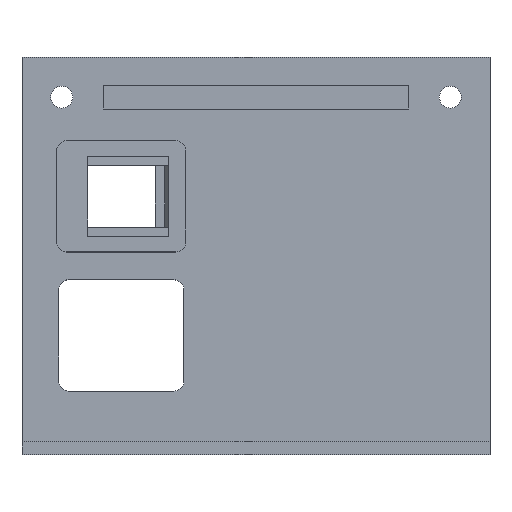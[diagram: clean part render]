
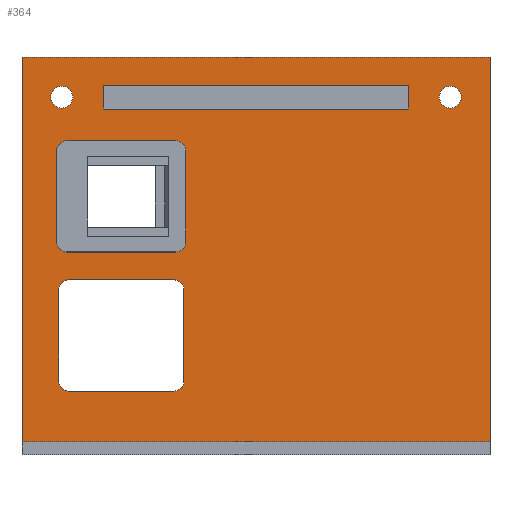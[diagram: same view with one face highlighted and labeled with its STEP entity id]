
A CAD part, top view. The second image highlights one B-rep face of the part: STEP entity #364.
In plain terms, the highlighted planar face has unit normal (0, 0, 1).
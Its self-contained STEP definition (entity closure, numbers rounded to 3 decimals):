
#40 = VERTEX_POINT('',#41);
#41 = CARTESIAN_POINT('',(58.917,0.,4.75));
#47 = EDGE_CURVE('',#40,#48,#50,.T.);
#48 = VERTEX_POINT('',#49);
#49 = CARTESIAN_POINT('',(58.917,-96.75,4.75));
#50 = LINE('',#51,#52);
#51 = CARTESIAN_POINT('',(58.917,0.,4.75));
#52 = VECTOR('',#53,1.);
#53 = DIRECTION('',(0.,-1.,0.));
#321 = VERTEX_POINT('',#322);
#322 = CARTESIAN_POINT('',(-58.917,0.,4.75));
#328 = EDGE_CURVE('',#40,#321,#329,.T.);
#329 = LINE('',#330,#331);
#330 = CARTESIAN_POINT('',(0.,0.,4.75));
#331 = VECTOR('',#332,1.);
#332 = DIRECTION('',(-1.,0.,0.));
#364 = ADVANCED_FACE('',(#365,#383,#394,#464,#498,#568),#579,.T.);
#365 = FACE_BOUND('',#366,.T.);
#366 = EDGE_LOOP('',(#367,#368,#376,#382));
#367 = ORIENTED_EDGE('',*,*,#328,.T.);
#368 = ORIENTED_EDGE('',*,*,#369,.T.);
#369 = EDGE_CURVE('',#321,#370,#372,.T.);
#370 = VERTEX_POINT('',#371);
#371 = CARTESIAN_POINT('',(-58.917,-96.75,4.75));
#372 = LINE('',#373,#374);
#373 = CARTESIAN_POINT('',(-58.917,0.,4.75));
#374 = VECTOR('',#375,1.);
#375 = DIRECTION('',(0.,-1.,0.));
#376 = ORIENTED_EDGE('',*,*,#377,.F.);
#377 = EDGE_CURVE('',#48,#370,#378,.T.);
#378 = LINE('',#379,#380);
#379 = CARTESIAN_POINT('',(0.,-96.75,4.75));
#380 = VECTOR('',#381,1.);
#381 = DIRECTION('',(-1.,0.,0.));
#382 = ORIENTED_EDGE('',*,*,#47,.F.);
#383 = FACE_BOUND('',#384,.T.);
#384 = EDGE_LOOP('',(#385));
#385 = ORIENTED_EDGE('',*,*,#386,.F.);
#386 = EDGE_CURVE('',#387,#387,#389,.T.);
#387 = VERTEX_POINT('',#388);
#388 = CARTESIAN_POINT('',(48.917,-12.75,4.75));
#389 = CIRCLE('',#390,2.75);
#390 = AXIS2_PLACEMENT_3D('',#391,#392,#393);
#391 = CARTESIAN_POINT('',(48.917,-10.,4.75));
#392 = DIRECTION('',(0.,0.,1.));
#393 = DIRECTION('',(0.,-1.,0.));
#394 = FACE_BOUND('',#395,.T.);
#395 = EDGE_LOOP('',(#396,#406,#415,#423,#432,#440,#449,#457));
#396 = ORIENTED_EDGE('',*,*,#397,.F.);
#397 = EDGE_CURVE('',#398,#400,#402,.T.);
#398 = VERTEX_POINT('',#399);
#399 = CARTESIAN_POINT('',(-49.667,-58.5,4.75));
#400 = VERTEX_POINT('',#401);
#401 = CARTESIAN_POINT('',(-49.667,-81.5,4.75));
#402 = LINE('',#403,#404);
#403 = CARTESIAN_POINT('',(-49.667,-64.938,4.75));
#404 = VECTOR('',#405,1.);
#405 = DIRECTION('',(0.,-1.,0.));
#406 = ORIENTED_EDGE('',*,*,#407,.T.);
#407 = EDGE_CURVE('',#398,#408,#410,.T.);
#408 = VERTEX_POINT('',#409);
#409 = CARTESIAN_POINT('',(-47.167,-56.,4.75));
#410 = CIRCLE('',#411,2.5);
#411 = AXIS2_PLACEMENT_3D('',#412,#413,#414);
#412 = CARTESIAN_POINT('',(-47.167,-58.5,4.75));
#413 = DIRECTION('',(0.,0.,-1.));
#414 = DIRECTION('',(1.,0.,0.));
#415 = ORIENTED_EDGE('',*,*,#416,.F.);
#416 = EDGE_CURVE('',#417,#408,#419,.T.);
#417 = VERTEX_POINT('',#418);
#418 = CARTESIAN_POINT('',(-20.667,-56.,4.75));
#419 = LINE('',#420,#421);
#420 = CARTESIAN_POINT('',(-23.583,-56.,4.75));
#421 = VECTOR('',#422,1.);
#422 = DIRECTION('',(-1.,-0.,0.));
#423 = ORIENTED_EDGE('',*,*,#424,.T.);
#424 = EDGE_CURVE('',#417,#425,#427,.T.);
#425 = VERTEX_POINT('',#426);
#426 = CARTESIAN_POINT('',(-18.167,-58.5,4.75));
#427 = CIRCLE('',#428,2.5);
#428 = AXIS2_PLACEMENT_3D('',#429,#430,#431);
#429 = CARTESIAN_POINT('',(-20.667,-58.5,4.75));
#430 = DIRECTION('',(0.,0.,-1.));
#431 = DIRECTION('',(1.,0.,0.));
#432 = ORIENTED_EDGE('',*,*,#433,.F.);
#433 = EDGE_CURVE('',#434,#425,#436,.T.);
#434 = VERTEX_POINT('',#435);
#435 = CARTESIAN_POINT('',(-18.167,-81.5,4.75));
#436 = LINE('',#437,#438);
#437 = CARTESIAN_POINT('',(-18.167,-53.438,4.75));
#438 = VECTOR('',#439,1.);
#439 = DIRECTION('',(0.,1.,0.));
#440 = ORIENTED_EDGE('',*,*,#441,.T.);
#441 = EDGE_CURVE('',#434,#442,#444,.T.);
#442 = VERTEX_POINT('',#443);
#443 = CARTESIAN_POINT('',(-20.667,-84.,4.75));
#444 = CIRCLE('',#445,2.5);
#445 = AXIS2_PLACEMENT_3D('',#446,#447,#448);
#446 = CARTESIAN_POINT('',(-20.667,-81.5,4.75));
#447 = DIRECTION('',(0.,0.,-1.));
#448 = DIRECTION('',(1.,0.,0.));
#449 = ORIENTED_EDGE('',*,*,#450,.F.);
#450 = EDGE_CURVE('',#451,#442,#453,.T.);
#451 = VERTEX_POINT('',#452);
#452 = CARTESIAN_POINT('',(-47.167,-84.,4.75));
#453 = LINE('',#454,#455);
#454 = CARTESIAN_POINT('',(-10.333,-84.,4.75));
#455 = VECTOR('',#456,1.);
#456 = DIRECTION('',(1.,0.,0.));
#457 = ORIENTED_EDGE('',*,*,#458,.T.);
#458 = EDGE_CURVE('',#451,#400,#459,.T.);
#459 = CIRCLE('',#460,2.5);
#460 = AXIS2_PLACEMENT_3D('',#461,#462,#463);
#461 = CARTESIAN_POINT('',(-47.167,-81.5,4.75));
#462 = DIRECTION('',(0.,0.,-1.));
#463 = DIRECTION('',(1.,0.,0.));
#464 = FACE_BOUND('',#465,.T.);
#465 = EDGE_LOOP('',(#466,#476,#484,#492));
#466 = ORIENTED_EDGE('',*,*,#467,.T.);
#467 = EDGE_CURVE('',#468,#470,#472,.T.);
#468 = VERTEX_POINT('',#469);
#469 = CARTESIAN_POINT('',(38.417,-7.,4.75));
#470 = VERTEX_POINT('',#471);
#471 = CARTESIAN_POINT('',(38.417,-13.,4.75));
#472 = LINE('',#473,#474);
#473 = CARTESIAN_POINT('',(38.417,-3.5,4.75));
#474 = VECTOR('',#475,1.);
#475 = DIRECTION('',(0.,-1.,0.));
#476 = ORIENTED_EDGE('',*,*,#477,.F.);
#477 = EDGE_CURVE('',#478,#470,#480,.T.);
#478 = VERTEX_POINT('',#479);
#479 = CARTESIAN_POINT('',(-38.417,-13.,4.75));
#480 = LINE('',#481,#482);
#481 = CARTESIAN_POINT('',(0.,-13.,4.75));
#482 = VECTOR('',#483,1.);
#483 = DIRECTION('',(1.,0.,0.));
#484 = ORIENTED_EDGE('',*,*,#485,.F.);
#485 = EDGE_CURVE('',#486,#478,#488,.T.);
#486 = VERTEX_POINT('',#487);
#487 = CARTESIAN_POINT('',(-38.417,-7.,4.75));
#488 = LINE('',#489,#490);
#489 = CARTESIAN_POINT('',(-38.417,-3.5,4.75));
#490 = VECTOR('',#491,1.);
#491 = DIRECTION('',(0.,-1.,0.));
#492 = ORIENTED_EDGE('',*,*,#493,.F.);
#493 = EDGE_CURVE('',#468,#486,#494,.T.);
#494 = LINE('',#495,#496);
#495 = CARTESIAN_POINT('',(0.,-7.,4.75));
#496 = VECTOR('',#497,1.);
#497 = DIRECTION('',(-1.,0.,0.));
#498 = FACE_BOUND('',#499,.T.);
#499 = EDGE_LOOP('',(#500,#510,#519,#527,#536,#544,#553,#561));
#500 = ORIENTED_EDGE('',*,*,#501,.F.);
#501 = EDGE_CURVE('',#502,#504,#506,.T.);
#502 = VERTEX_POINT('',#503);
#503 = CARTESIAN_POINT('',(-50.167,-23.5,4.75));
#504 = VERTEX_POINT('',#505);
#505 = CARTESIAN_POINT('',(-50.167,-46.5,4.75));
#506 = LINE('',#507,#508);
#507 = CARTESIAN_POINT('',(-50.167,-47.438,4.75));
#508 = VECTOR('',#509,1.);
#509 = DIRECTION('',(0.,-1.,0.));
#510 = ORIENTED_EDGE('',*,*,#511,.T.);
#511 = EDGE_CURVE('',#502,#512,#514,.T.);
#512 = VERTEX_POINT('',#513);
#513 = CARTESIAN_POINT('',(-47.667,-21.,4.75));
#514 = CIRCLE('',#515,2.5);
#515 = AXIS2_PLACEMENT_3D('',#516,#517,#518);
#516 = CARTESIAN_POINT('',(-47.667,-23.5,4.75));
#517 = DIRECTION('',(0.,0.,-1.));
#518 = DIRECTION('',(1.,0.,0.));
#519 = ORIENTED_EDGE('',*,*,#520,.F.);
#520 = EDGE_CURVE('',#521,#512,#523,.T.);
#521 = VERTEX_POINT('',#522);
#522 = CARTESIAN_POINT('',(-20.167,-21.,4.75));
#523 = LINE('',#524,#525);
#524 = CARTESIAN_POINT('',(-23.833,-21.,4.75));
#525 = VECTOR('',#526,1.);
#526 = DIRECTION('',(-1.,-0.,0.));
#527 = ORIENTED_EDGE('',*,*,#528,.T.);
#528 = EDGE_CURVE('',#521,#529,#531,.T.);
#529 = VERTEX_POINT('',#530);
#530 = CARTESIAN_POINT('',(-17.667,-23.5,4.75));
#531 = CIRCLE('',#532,2.5);
#532 = AXIS2_PLACEMENT_3D('',#533,#534,#535);
#533 = CARTESIAN_POINT('',(-20.167,-23.5,4.75));
#534 = DIRECTION('',(0.,0.,-1.));
#535 = DIRECTION('',(1.,0.,0.));
#536 = ORIENTED_EDGE('',*,*,#537,.F.);
#537 = EDGE_CURVE('',#538,#529,#540,.T.);
#538 = VERTEX_POINT('',#539);
#539 = CARTESIAN_POINT('',(-17.667,-46.5,4.75));
#540 = LINE('',#541,#542);
#541 = CARTESIAN_POINT('',(-17.667,-35.938,4.75));
#542 = VECTOR('',#543,1.);
#543 = DIRECTION('',(0.,1.,0.));
#544 = ORIENTED_EDGE('',*,*,#545,.T.);
#545 = EDGE_CURVE('',#538,#546,#548,.T.);
#546 = VERTEX_POINT('',#547);
#547 = CARTESIAN_POINT('',(-20.167,-49.,4.75));
#548 = CIRCLE('',#549,2.5);
#549 = AXIS2_PLACEMENT_3D('',#550,#551,#552);
#550 = CARTESIAN_POINT('',(-20.167,-46.5,4.75));
#551 = DIRECTION('',(0.,0.,-1.));
#552 = DIRECTION('',(1.,0.,0.));
#553 = ORIENTED_EDGE('',*,*,#554,.F.);
#554 = EDGE_CURVE('',#555,#546,#557,.T.);
#555 = VERTEX_POINT('',#556);
#556 = CARTESIAN_POINT('',(-47.667,-49.,4.75));
#557 = LINE('',#558,#559);
#558 = CARTESIAN_POINT('',(-10.083,-49.,4.75));
#559 = VECTOR('',#560,1.);
#560 = DIRECTION('',(1.,0.,0.));
#561 = ORIENTED_EDGE('',*,*,#562,.T.);
#562 = EDGE_CURVE('',#555,#504,#563,.T.);
#563 = CIRCLE('',#564,2.5);
#564 = AXIS2_PLACEMENT_3D('',#565,#566,#567);
#565 = CARTESIAN_POINT('',(-47.667,-46.5,4.75));
#566 = DIRECTION('',(0.,0.,-1.));
#567 = DIRECTION('',(1.,0.,0.));
#568 = FACE_BOUND('',#569,.T.);
#569 = EDGE_LOOP('',(#570));
#570 = ORIENTED_EDGE('',*,*,#571,.T.);
#571 = EDGE_CURVE('',#572,#572,#574,.T.);
#572 = VERTEX_POINT('',#573);
#573 = CARTESIAN_POINT('',(-48.917,-12.75,4.75));
#574 = CIRCLE('',#575,2.75);
#575 = AXIS2_PLACEMENT_3D('',#576,#577,#578);
#576 = CARTESIAN_POINT('',(-48.917,-10.,4.75));
#577 = DIRECTION('',(0.,0.,-1.));
#578 = DIRECTION('',(0.,-1.,0.));
#579 = PLANE('',#580);
#580 = AXIS2_PLACEMENT_3D('',#581,#582,#583);
#581 = CARTESIAN_POINT('',(0.,-48.375,4.75));
#582 = DIRECTION('',(0.,0.,1.));
#583 = DIRECTION('',(0.,1.,0.));
